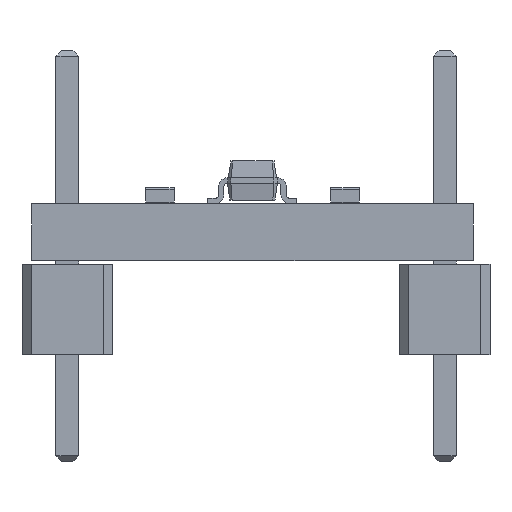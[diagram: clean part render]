
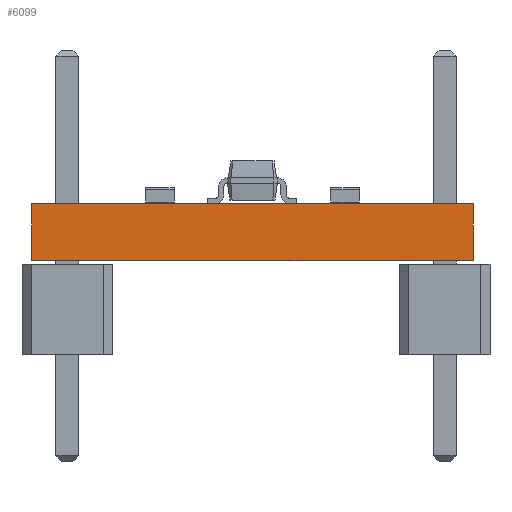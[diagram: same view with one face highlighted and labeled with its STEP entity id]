
A CAD part, front view. The second image highlights one B-rep face of the part: STEP entity #6099.
In plain terms, the highlighted planar face has unit normal (0, -1, 0).
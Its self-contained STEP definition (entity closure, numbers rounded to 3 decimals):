
#3567 = VERTEX_POINT('',#3568);
#3568 = CARTESIAN_POINT('',(6.1,-7.1,4.3));
#3585 = VERTEX_POINT('',#3586);
#3586 = CARTESIAN_POINT('',(-6.3,-7.1,4.3));
#3592 = EDGE_CURVE('',#3567,#3585,#3593,.T.);
#3593 = LINE('',#3594,#3595);
#3594 = CARTESIAN_POINT('',(6.1,-7.1,4.3));
#3595 = VECTOR('',#3596,1.);
#3596 = DIRECTION('',(-1.,0.,0.));
#4172 = VERTEX_POINT('',#4173);
#4173 = CARTESIAN_POINT('',(6.1,-7.1,2.7));
#4190 = VERTEX_POINT('',#4191);
#4191 = CARTESIAN_POINT('',(-6.3,-7.1,2.7));
#4197 = EDGE_CURVE('',#4172,#4190,#4198,.T.);
#4198 = LINE('',#4199,#4200);
#4199 = CARTESIAN_POINT('',(6.1,-7.1,2.7));
#4200 = VECTOR('',#4201,1.);
#4201 = DIRECTION('',(-1.,0.,0.));
#6081 = EDGE_CURVE('',#3567,#4172,#6082,.T.);
#6082 = LINE('',#6083,#6084);
#6083 = CARTESIAN_POINT('',(6.1,-7.1,4.3));
#6084 = VECTOR('',#6085,1.);
#6085 = DIRECTION('',(0.,0.,-1.));
#6099 = ADVANCED_FACE('',(#6100),#6111,.F.);
#6100 = FACE_BOUND('',#6101,.F.);
#6101 = EDGE_LOOP('',(#6102,#6103,#6104,#6110));
#6102 = ORIENTED_EDGE('',*,*,#6081,.T.);
#6103 = ORIENTED_EDGE('',*,*,#4197,.T.);
#6104 = ORIENTED_EDGE('',*,*,#6105,.F.);
#6105 = EDGE_CURVE('',#3585,#4190,#6106,.T.);
#6106 = LINE('',#6107,#6108);
#6107 = CARTESIAN_POINT('',(-6.3,-7.1,4.3));
#6108 = VECTOR('',#6109,1.);
#6109 = DIRECTION('',(0.,0.,-1.));
#6110 = ORIENTED_EDGE('',*,*,#3592,.F.);
#6111 = PLANE('',#6112);
#6112 = AXIS2_PLACEMENT_3D('',#6113,#6114,#6115);
#6113 = CARTESIAN_POINT('',(6.1,-7.1,4.3));
#6114 = DIRECTION('',(0.,1.,0.));
#6115 = DIRECTION('',(-1.,0.,0.));
